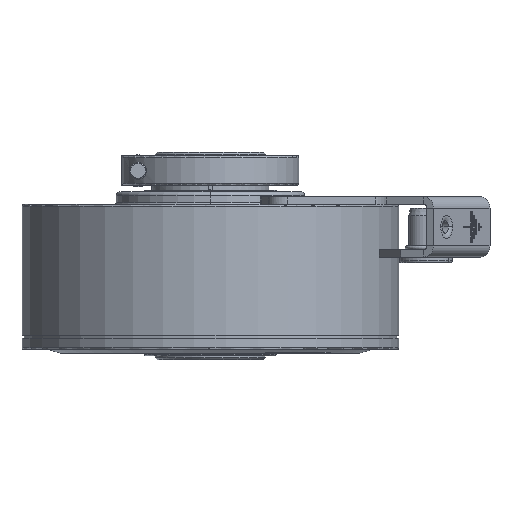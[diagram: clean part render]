
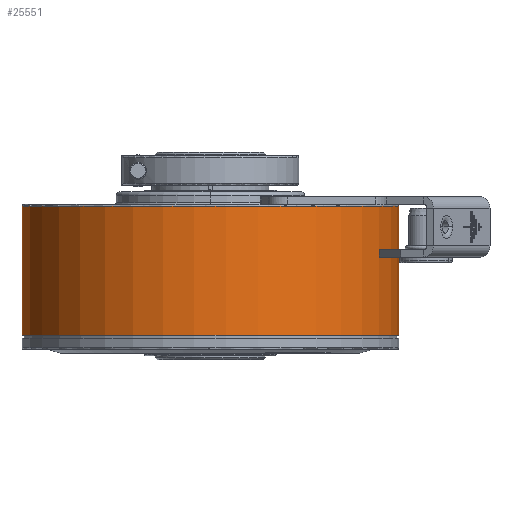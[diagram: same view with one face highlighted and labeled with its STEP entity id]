
A CAD part, front view. The second image highlights one B-rep face of the part: STEP entity #25551.
In plain terms, the highlighted cylindrical face has radius 50 mm (diameter 100 mm), a partial arc.
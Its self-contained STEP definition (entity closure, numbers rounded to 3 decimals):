
#1268=CARTESIAN_POINT('',(0.,0.,-43.65));
#1269=DIRECTION('',(0.,0.,1.));
#1270=DIRECTION('',(-0.627,0.779,0.));
#1271=AXIS2_PLACEMENT_3D('',#1268,#1269,#1270);
#1273=DIRECTION('',(0.,0.,-1.));
#1274=VECTOR('',#1273,34.2);
#1275=CARTESIAN_POINT('',(31.345,38.955,-43.65));
#1276=LINE('',#1275,#1274);
#1277=DIRECTION('',(0.,0.,-1.));
#1278=VECTOR('',#1277,34.2);
#1279=CARTESIAN_POINT('',(-31.345,38.955,-43.65));
#1280=LINE('',#1279,#1278);
#1395=CARTESIAN_POINT('',(0.,0.,-77.85));
#1396=DIRECTION('',(0.,0.,1.));
#1397=DIRECTION('',(-0.627,0.779,0.));
#1398=AXIS2_PLACEMENT_3D('',#1395,#1396,#1397);
#19886=CARTESIAN_POINT('',(-31.345,38.955,-77.85));
#19887=CARTESIAN_POINT('',(31.345,38.955,-77.85));
#19888=VERTEX_POINT('',#19886);
#19889=VERTEX_POINT('',#19887);
#19944=CARTESIAN_POINT('',(31.345,38.955,-43.65));
#19946=VERTEX_POINT('',#19944);
#19970=CARTESIAN_POINT('',(-31.345,38.955,-43.65));
#19971=VERTEX_POINT('',#19970);
#25538=CARTESIAN_POINT('',(0.,0.,-36.05));
#25539=DIRECTION('',(0.,0.,1.));
#25540=DIRECTION('',(1.,0.,0.));
#25541=AXIS2_PLACEMENT_3D('',#25538,#25539,#25540);
#25542=CYLINDRICAL_SURFACE('',#25541,50.);
#25543=ORIENTED_EDGE('',*,*,#24079,.T.);
#25545=ORIENTED_EDGE('',*,*,#25544,.T.);
#25547=ORIENTED_EDGE('',*,*,#25546,.F.);
#25548=ORIENTED_EDGE('',*,*,#25529,.F.);
#25549=EDGE_LOOP('',(#25543,#25545,#25547,#25548));
#25550=FACE_OUTER_BOUND('',#25549,.F.);
#1272=CIRCLE('',#1271,50.);
#1399=CIRCLE('',#1398,50.);
#24079=EDGE_CURVE('',#19971,#19946,#1272,.T.);
#25529=EDGE_CURVE('',#19971,#19888,#1280,.T.);
#25544=EDGE_CURVE('',#19946,#19889,#1276,.T.);
#25546=EDGE_CURVE('',#19888,#19889,#1399,.T.);
#25551=ADVANCED_FACE('',(#25550),#25542,.T.);
